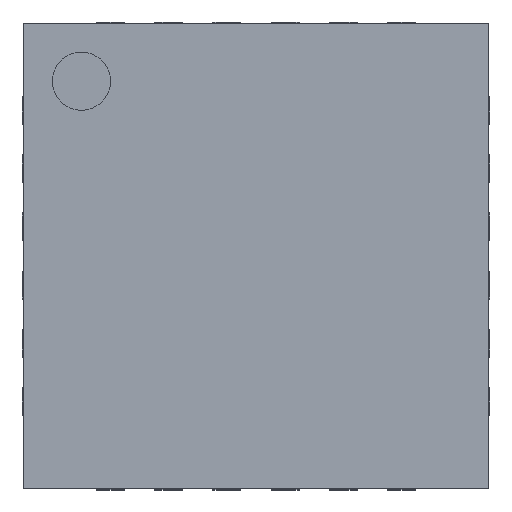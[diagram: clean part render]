
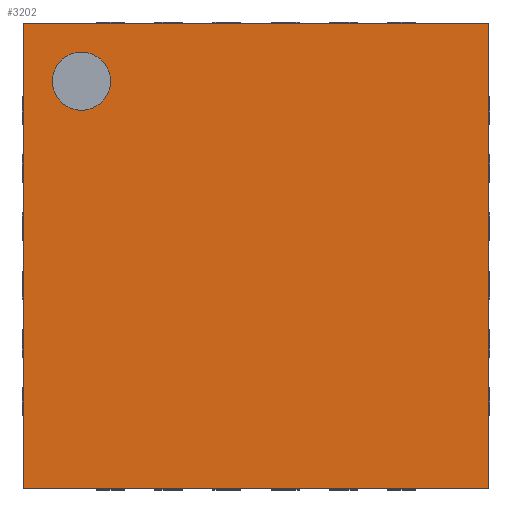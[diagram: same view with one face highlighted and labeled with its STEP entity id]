
A CAD part, top view. The second image highlights one B-rep face of the part: STEP entity #3202.
In plain terms, the highlighted planar face has unit normal (0, 0, 1).
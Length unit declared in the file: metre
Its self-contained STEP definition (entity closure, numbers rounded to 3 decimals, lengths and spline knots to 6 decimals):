
#69=CIRCLE('',#4204,0.00025);
#312=ORIENTED_EDGE('',*,*,#1202,.F.);
#313=ORIENTED_EDGE('',*,*,#1126,.F.);
#314=ORIENTED_EDGE('',*,*,#1147,.T.);
#315=ORIENTED_EDGE('',*,*,#1181,.T.);
#316=ORIENTED_EDGE('',*,*,#1184,.F.);
#1126=EDGE_CURVE('',#1585,#1586,#1871,.T.);
#1147=EDGE_CURVE('',#1585,#1599,#1892,.T.);
#1181=EDGE_CURVE('',#1599,#1622,#1926,.T.);
#1184=EDGE_CURVE('',#1586,#1622,#1929,.T.);
#1202=EDGE_CURVE('',#1635,#1635,#69,.T.);
#1585=VERTEX_POINT('',#5430);
#1586=VERTEX_POINT('',#5432);
#1599=VERTEX_POINT('',#5466);
#1622=VERTEX_POINT('',#5524);
#1635=VERTEX_POINT('',#5561);
#1871=LINE('',#5431,#2282);
#1892=LINE('',#5467,#2303);
#1926=LINE('',#5525,#2337);
#1929=LINE('',#5530,#2340);
#2282=VECTOR('',#4521,1.);
#2303=VECTOR('',#4544,1.);
#2337=VECTOR('',#4580,1.);
#2340=VECTOR('',#4585,1.);
#2614=EDGE_LOOP('',(#312));
#2615=EDGE_LOOP('',(#313,#314,#315,#316));
#2775=FACE_BOUND('',#2614,.T.);
#2776=FACE_BOUND('',#2615,.T.);
#2935=PLANE('',#4203);
#3202=ADVANCED_FACE('',(#2775,#2776),#2935,.T.);
#4203=AXIS2_PLACEMENT_3D('',#5559,#4603,#4604);
#4204=AXIS2_PLACEMENT_3D('',#5560,#4605,#4606);
#4521=DIRECTION('',(0.,-1.,0.));
#4544=DIRECTION('',(-1.,0.,0.));
#4580=DIRECTION('',(0.,-1.,0.));
#4585=DIRECTION('',(-1.,0.,0.));
#4603=DIRECTION('',(0.,0.,1.));
#4604=DIRECTION('',(1.,0.,0.));
#4605=DIRECTION('',(0.,0.,1.));
#4606=DIRECTION('',(1.,0.,0.));
#5430=CARTESIAN_POINT('',(0.002,0.002,0.001));
#5431=CARTESIAN_POINT('',(0.002,0.,0.001));
#5432=CARTESIAN_POINT('',(0.002,-0.002,0.001));
#5466=CARTESIAN_POINT('',(-0.002,0.002,0.001));
#5467=CARTESIAN_POINT('',(0.,0.002,0.001));
#5524=CARTESIAN_POINT('',(-0.002,-0.002,0.001));
#5525=CARTESIAN_POINT('',(-0.002,0.,0.001));
#5530=CARTESIAN_POINT('',(0.,-0.002,0.001));
#5559=CARTESIAN_POINT('',(0.,0.,0.001));
#5560=CARTESIAN_POINT('',(-0.0015,0.0015,0.001));
#5561=CARTESIAN_POINT('',(-0.00125,0.0015,0.001));
